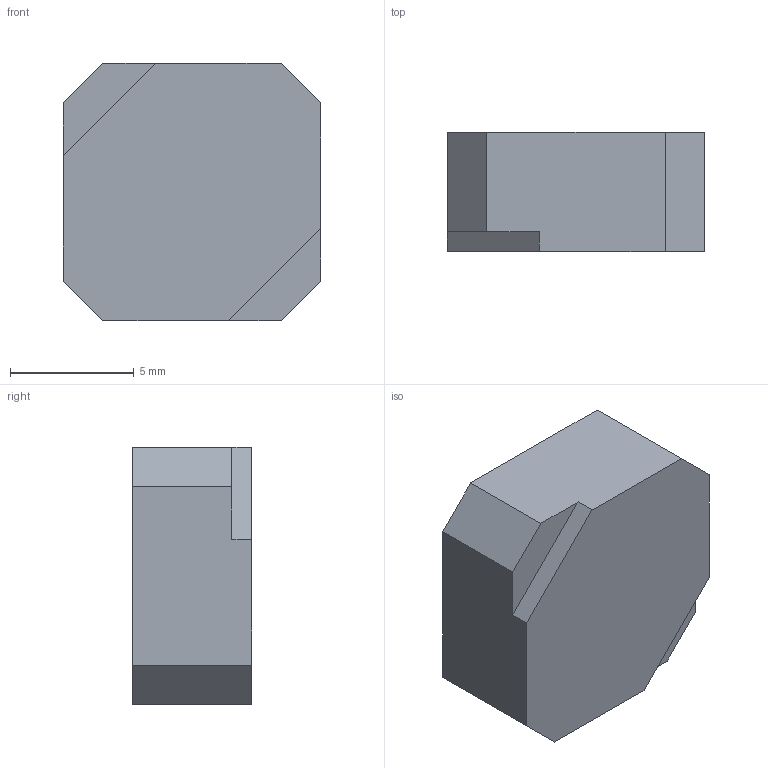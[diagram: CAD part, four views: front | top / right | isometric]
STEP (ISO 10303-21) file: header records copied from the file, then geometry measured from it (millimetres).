
FILE_DESCRIPTION (( 'STEP AP214' ), '1' );
FILE_NAME ('User Library-B82464G4.STEP', '2014-11-12T06:37:18', ( 'Windows User' ), ( '' ), 'SwSTEP 2.0', 'SolidWorks 2014', '' );
FILE_SCHEMA (( 'AUTOMOTIVE_DESIGN' ));
Length unit declared in the file: millimetre
Products named in the file (1): User Library-B82464G4
Bounding box: 10.4 x 4.81 x 10.4 mm (x, y, z)
Volume: 484.2 mm3; surface area: 392.9 mm2
Topology: 11 solids, 11 shells, 197 faces, 509 edges, 336 vertices
Faces by surface type: bspline 98, plane 77, cylinder 12, torus 10
Entity records: 13442 total; most frequent: CARTESIAN_POINT 7421, ORIENTED_EDGE 1018, DIRECTION 519, EDGE_CURVE 509, VERTEX_POINT 336, LINE 275, VECTOR 275, EDGE_LOOP 215
